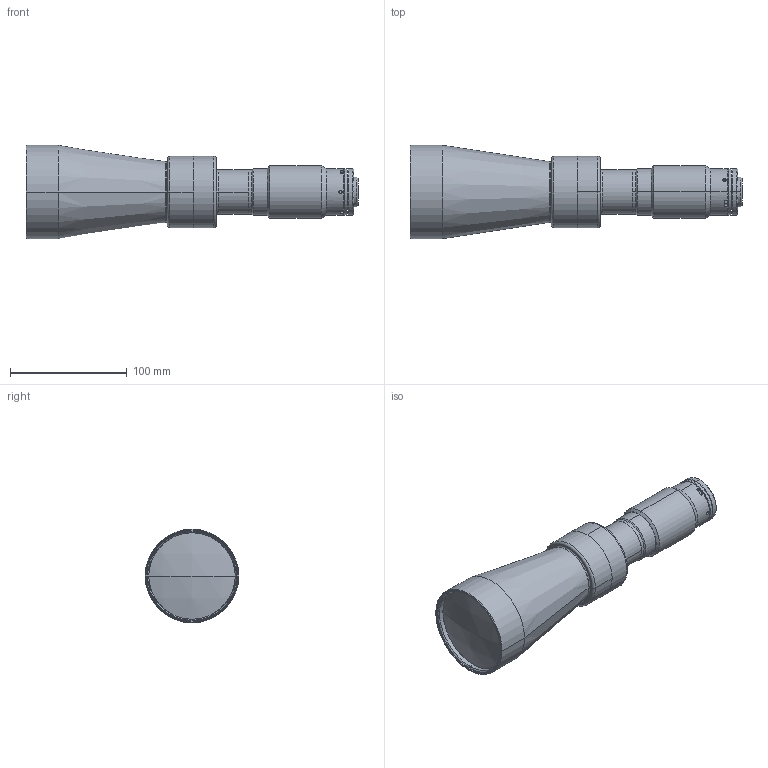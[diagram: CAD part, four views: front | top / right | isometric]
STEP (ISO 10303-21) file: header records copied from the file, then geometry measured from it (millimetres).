
FILE_DESCRIPTION (( 'STEP AP203' ), '1' );
FILE_NAME ('DP71432_TC4MHR056-C.step', '2021-10-05T10:15:08', ( '' ), ( '' ), 'SwSTEP 2.0', 'SolidWorks 2021', '' );
FILE_SCHEMA (( 'CONFIG_CONTROL_DESIGN' ));
Length unit declared in the file: millimetre
Products named in the file (1): DP71432_TC4MHR056-C
Bounding box: 284.19 x 80 x 80 mm (x, y, z)
Surface area: 70145.7 mm2 (no closed solid volume)
Topology: 0 solids, 15 shells, 135 faces, 364 edges, 246 vertices
Faces by surface type: plane 49, cylinder 40, cone 28, torus 16, sphere 2
Entity records: 4453 total; most frequent: CARTESIAN_POINT 908, DIRECTION 801, ORIENTED_EDGE 607, EDGE_CURVE 364, AXIS2_PLACEMENT_3D 323, VERTEX_POINT 246, CIRCLE 187, EDGE_LOOP 160
